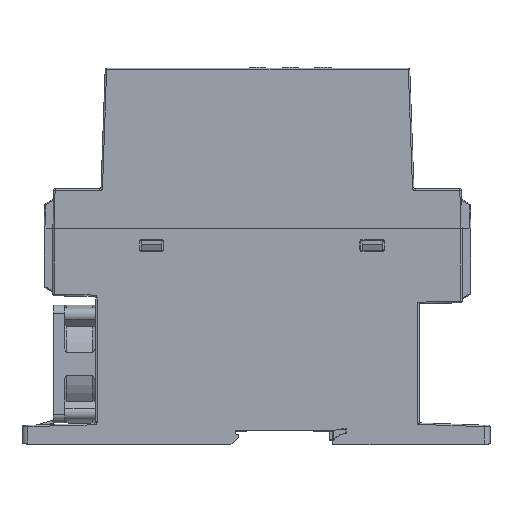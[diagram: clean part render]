
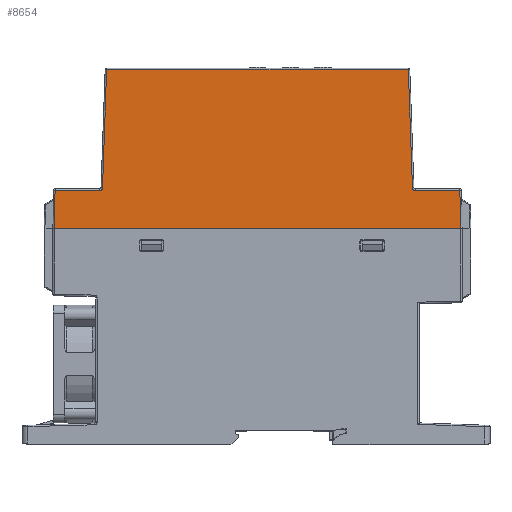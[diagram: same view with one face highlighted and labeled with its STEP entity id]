
A CAD part, left-side view. The second image highlights one B-rep face of the part: STEP entity #8654.
In plain terms, the highlighted planar face has unit normal (-1, 0, 0).
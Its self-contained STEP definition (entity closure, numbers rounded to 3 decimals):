
#4638=CIRCLE('',#56244,1.);
#4673=CIRCLE('',#56311,1.);
#8654=ADVANCED_FACE('',(#11720),#9742,.F.);
#9742=PLANE('',#56313);
#11720=FACE_OUTER_BOUND('',#14112,.T.);
#14112=EDGE_LOOP('',(#25546,#25547,#25548,#25549,#25550,#25551,#25552,#25553,
#25554,#25555));
#25546=ORIENTED_EDGE('',*,*,#40805,.T.);
#25547=ORIENTED_EDGE('',*,*,#39771,.F.);
#25548=ORIENTED_EDGE('',*,*,#40808,.T.);
#25549=ORIENTED_EDGE('',*,*,#40811,.T.);
#25550=ORIENTED_EDGE('',*,*,#40812,.F.);
#25551=ORIENTED_EDGE('',*,*,#40815,.T.);
#25552=ORIENTED_EDGE('',*,*,#40819,.T.);
#25553=ORIENTED_EDGE('',*,*,#40870,.T.);
#25554=ORIENTED_EDGE('',*,*,#40934,.F.);
#25555=ORIENTED_EDGE('',*,*,#40337,.T.);
#31702=VERTEX_POINT('',#98119);
#31703=VERTEX_POINT('',#98120);
#32146=VERTEX_POINT('',#100973);
#32147=VERTEX_POINT('',#100975);
#32462=VERTEX_POINT('',#102870);
#32463=VERTEX_POINT('',#102875);
#32464=VERTEX_POINT('',#102879);
#32465=VERTEX_POINT('',#102883);
#32468=VERTEX_POINT('',#102891);
#32500=VERTEX_POINT('',#102998);
#39771=EDGE_CURVE('',#31702,#31703,#45728,.T.);
#40337=EDGE_CURVE('',#32147,#32146,#46137,.T.);
#40805=EDGE_CURVE('',#32146,#31703,#46454,.T.);
#40808=EDGE_CURVE('',#31702,#32462,#46455,.T.);
#40811=EDGE_CURVE('',#32462,#32463,#46456,.T.);
#40812=EDGE_CURVE('',#32464,#32463,#4638,.T.);
#40815=EDGE_CURVE('',#32464,#32465,#46457,.T.);
#40819=EDGE_CURVE('',#32465,#32468,#46459,.T.);
#40870=EDGE_CURVE('',#32468,#32500,#46495,.T.);
#40934=EDGE_CURVE('',#32147,#32500,#4673,.T.);
#45728=LINE('',#98118,#50725);
#46137=LINE('',#100974,#51134);
#46454=LINE('',#102866,#51460);
#46455=LINE('',#102871,#51461);
#46456=LINE('',#102876,#51462);
#46457=LINE('',#102884,#51463);
#46459=LINE('',#102892,#51465);
#46495=LINE('',#102999,#51501);
#50725=VECTOR('',#67648,1.);
#51134=VECTOR('',#68509,1.);
#51460=VECTOR('',#69369,1.);
#51461=VECTOR('',#69376,1.);
#51462=VECTOR('',#69383,1.);
#51463=VECTOR('',#69394,1.);
#51465=VECTOR('',#69402,1.);
#51501=VECTOR('',#69516,1.);
#56244=AXIS2_PLACEMENT_3D('',#102878,#69386,#69387);
#56311=AXIS2_PLACEMENT_3D('',#103152,#69604,#69605);
#56313=AXIS2_PLACEMENT_3D('',#103154,#69608,#69609);
#67648=DIRECTION('',(0.,1.,0.));
#68509=DIRECTION('',(0.,1.,0.));
#69369=DIRECTION('',(0.,0.017,-1.));
#69376=DIRECTION('',(0.,0.017,1.));
#69383=DIRECTION('',(0.,1.,0.));
#69386=DIRECTION('',(-1.,0.,0.));
#69387=DIRECTION('',(0.,0.,1.));
#69394=DIRECTION('',(0.,0.035,0.999));
#69402=DIRECTION('',(0.,1.,0.));
#69516=DIRECTION('',(0.,0.035,-0.999));
#69604=DIRECTION('',(-1.,0.,0.));
#69605=DIRECTION('',(0.,0.,1.));
#69608=DIRECTION('',(1.,0.,0.));
#69609=DIRECTION('',(0.,0.,1.));
#98118=CARTESIAN_POINT('',(39.206,173.635,78.5));
#98119=CARTESIAN_POINT('',(39.206,94.641,78.5));
#98120=CARTESIAN_POINT('',(39.206,232.629,78.5));
#100973=CARTESIAN_POINT('',(39.206,232.402,91.477));
#100974=CARTESIAN_POINT('',(39.206,232.41,91.477));
#100975=CARTESIAN_POINT('',(39.206,217.282,91.477));
#102866=CARTESIAN_POINT('',(39.206,232.707,73.99));
#102870=CARTESIAN_POINT('',(39.206,94.868,91.477));
#102871=CARTESIAN_POINT('',(39.206,94.867,91.421));
#102875=CARTESIAN_POINT('',(39.206,109.988,91.477));
#102876=CARTESIAN_POINT('',(39.206,110.488,91.477));
#102878=CARTESIAN_POINT('',(39.206,109.988,92.477));
#102879=CARTESIAN_POINT('',(39.206,110.987,92.442));
#102883=CARTESIAN_POINT('',(39.206,112.386,132.5));
#102884=CARTESIAN_POINT('',(39.206,112.403,132.983));
#102891=CARTESIAN_POINT('',(39.206,214.884,132.5));
#102892=CARTESIAN_POINT('',(39.206,215.367,132.5));
#102998=CARTESIAN_POINT('',(39.206,216.283,92.442));
#102999=CARTESIAN_POINT('',(39.206,216.3,91.959));
#103152=CARTESIAN_POINT('',(39.206,217.282,92.477));
#103154=CARTESIAN_POINT('',(39.206,173.635,98.));
